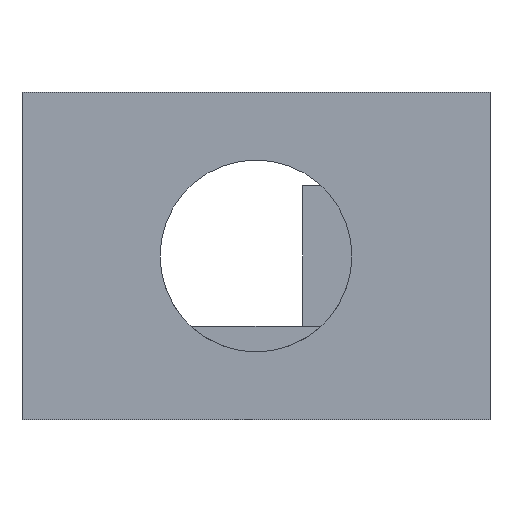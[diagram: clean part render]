
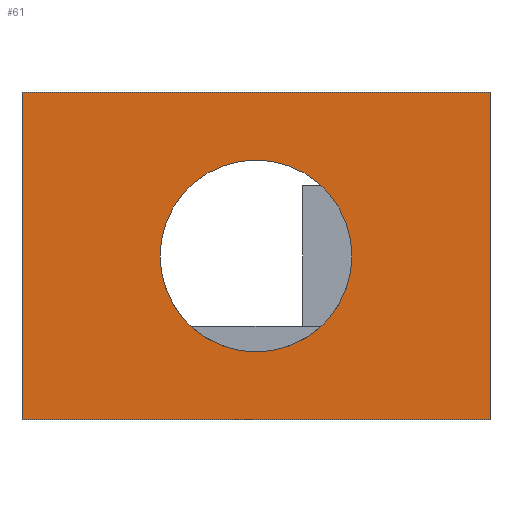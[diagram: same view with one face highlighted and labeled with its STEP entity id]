
A CAD part, front view. The second image highlights one B-rep face of the part: STEP entity #61.
In plain terms, the highlighted planar face has unit normal (0, -1, 0).
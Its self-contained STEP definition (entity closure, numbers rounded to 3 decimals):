
#7 = ORIENTED_EDGE ( 'NONE', *, *, #475, .F. ) ;
#20 = CARTESIAN_POINT ( 'NONE',  ( -25., -45., 10. ) ) ;
#21 = LINE ( 'NONE', #630, #930 ) ;
#26 = CARTESIAN_POINT ( 'NONE',  ( 25., -45., 10. ) ) ;
#35 = EDGE_CURVE ( 'NONE', #551, #447, #822, .T. ) ;
#51 = VERTEX_POINT ( 'NONE', #565 ) ;
#61 = ADVANCED_FACE ( 'NONE', ( #103, #763 ), #777, .F. ) ;
#73 = ORIENTED_EDGE ( 'NONE', *, *, #520, .F. ) ;
#93 = DIRECTION ( 'NONE',  ( 0., 1., 0. ) ) ;
#94 = VERTEX_POINT ( 'NONE', #417 ) ;
#103 = FACE_BOUND ( 'NONE', #304, .T. ) ;
#162 = VECTOR ( 'NONE', #398, 1000. ) ;
#190 = CARTESIAN_POINT ( 'NONE',  ( 25., -45., 10. ) ) ;
#236 = EDGE_LOOP ( 'NONE', ( #642, #73, #7, #527 ) ) ;
#253 = DIRECTION ( 'NONE',  ( 1., 0., 0. ) ) ;
#262 = CIRCLE ( 'NONE', #806, 10.25 ) ;
#304 = EDGE_LOOP ( 'NONE', ( #368, #676 ) ) ;
#308 = CARTESIAN_POINT ( 'NONE',  ( 25., -45., 0. ) ) ;
#318 = DIRECTION ( 'NONE',  ( -1., 0., 0. ) ) ;
#326 = DIRECTION ( 'NONE',  ( 0., 1., 0. ) ) ;
#346 = CARTESIAN_POINT ( 'NONE',  ( 25., -45., 0. ) ) ;
#349 = VERTEX_POINT ( 'NONE', #308 ) ;
#368 = ORIENTED_EDGE ( 'NONE', *, *, #35, .T. ) ;
#377 = VERTEX_POINT ( 'NONE', #549 ) ;
#398 = DIRECTION ( 'NONE',  ( 0., 0., -1. ) ) ;
#405 = CARTESIAN_POINT ( 'NONE',  ( 0., -45., 17.5 ) ) ;
#414 = DIRECTION ( 'NONE',  ( 0., 0., -1. ) ) ;
#417 = CARTESIAN_POINT ( 'NONE',  ( -25., -45., 35. ) ) ;
#426 = LINE ( 'NONE', #346, #682 ) ;
#434 = EDGE_CURVE ( 'NONE', #447, #551, #262, .T. ) ;
#447 = VERTEX_POINT ( 'NONE', #700 ) ;
#474 = DIRECTION ( 'NONE',  ( 0., 0., 1. ) ) ;
#475 = EDGE_CURVE ( 'NONE', #94, #377, #21, .T. ) ;
#520 = EDGE_CURVE ( 'NONE', #377, #349, #765, .T. ) ;
#521 = CARTESIAN_POINT ( 'NONE',  ( 10.25, -45., 17.5 ) ) ;
#526 = CARTESIAN_POINT ( 'NONE',  ( 0., -45., 17.5 ) ) ;
#527 = ORIENTED_EDGE ( 'NONE', *, *, #749, .T. ) ;
#540 = DIRECTION ( 'NONE',  ( 0., 1., 0. ) ) ;
#549 = CARTESIAN_POINT ( 'NONE',  ( 25., -45., 35. ) ) ;
#551 = VERTEX_POINT ( 'NONE', #521 ) ;
#565 = CARTESIAN_POINT ( 'NONE',  ( -25., -45., 0. ) ) ;
#607 = VECTOR ( 'NONE', #414, 1000. ) ;
#630 = CARTESIAN_POINT ( 'NONE',  ( -25., -45., 35. ) ) ;
#642 = ORIENTED_EDGE ( 'NONE', *, *, #883, .T. ) ;
#646 = DIRECTION ( 'NONE',  ( 1., 0., 0. ) ) ;
#676 = ORIENTED_EDGE ( 'NONE', *, *, #434, .T. ) ;
#682 = VECTOR ( 'NONE', #646, 1000. ) ;
#700 = CARTESIAN_POINT ( 'NONE',  ( -10.25, -45., 17.5 ) ) ;
#749 = EDGE_CURVE ( 'NONE', #94, #51, #768, .T. ) ;
#755 = AXIS2_PLACEMENT_3D ( 'NONE', #526, #540, #318 ) ;
#763 = FACE_OUTER_BOUND ( 'NONE', #236, .T. ) ;
#765 = LINE ( 'NONE', #26, #162 ) ;
#768 = LINE ( 'NONE', #20, #607 ) ;
#776 = DIRECTION ( 'NONE',  ( -1., 0., 0. ) ) ;
#777 = PLANE ( 'NONE',  #874 ) ;
#806 = AXIS2_PLACEMENT_3D ( 'NONE', #405, #326, #776 ) ;
#822 = CIRCLE ( 'NONE', #755, 10.25 ) ;
#874 = AXIS2_PLACEMENT_3D ( 'NONE', #190, #93, #474 ) ;
#883 = EDGE_CURVE ( 'NONE', #51, #349, #426, .T. ) ;
#930 = VECTOR ( 'NONE', #253, 1000. ) ;
